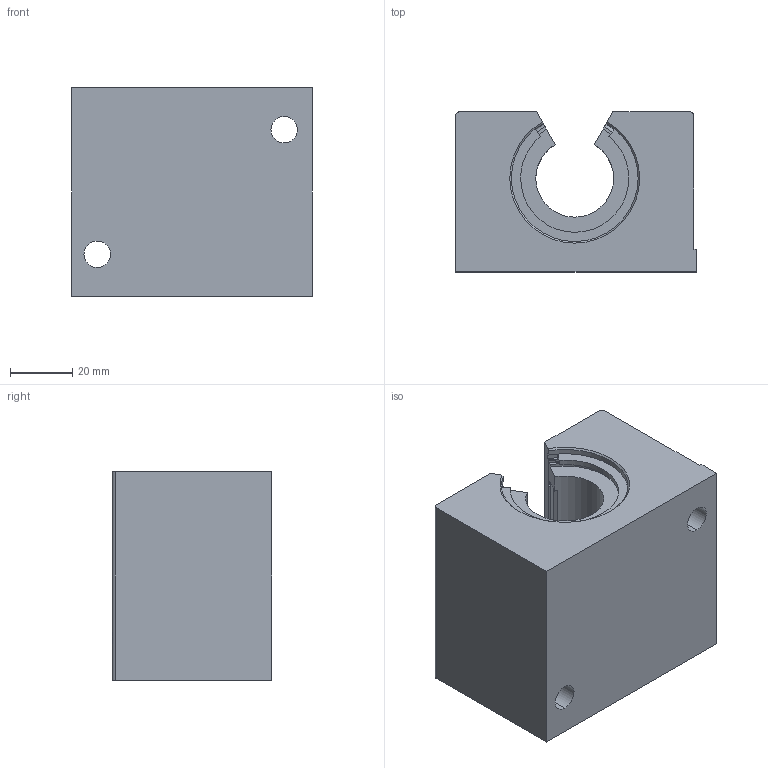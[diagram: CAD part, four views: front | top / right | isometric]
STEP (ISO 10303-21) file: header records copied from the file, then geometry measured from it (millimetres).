
FILE_DESCRIPTION (( 'STEP AP203' ), '1' );
FILE_NAME ('PillowBlock_698E55C482.step', '2021-03-09T22:10:08', ( 'localadmin' ), ( 'BOXX Technologies, Inc.' ), 'SwSTEP 2.0', 'SolidWorks 2019', '' );
FILE_SCHEMA (( 'CONFIG_CONTROL_DESIGN' ));
Length unit declared in the file: inch
Products named in the file (3): 7GUoXnwRVe_CADModel_0; PillowBlock_698E55C482
Assembly tree (1 placements, depth 2):
  7GUoXnwRVe_CADModel_0
  PillowBlock_698E55C482
    7GUoXnwRVe_CADModel_0
Bounding box: 77.19 x 51.26 x 67.01 mm (x, y, z)
Volume: 197198.3 mm3; surface area: 47453.3 mm2
Topology: 5 solids, 5 shells, 158 faces, 415 edges, 266 vertices
Faces by surface type: cylinder 76, plane 47, cone 25, torus 10
Entity records: 5275 total; most frequent: CARTESIAN_POINT 958, DIRECTION 921, ORIENTED_EDGE 822, EDGE_CURVE 411, AXIS2_PLACEMENT_3D 359, VERTEX_POINT 266, VECTOR 203, LINE 203
